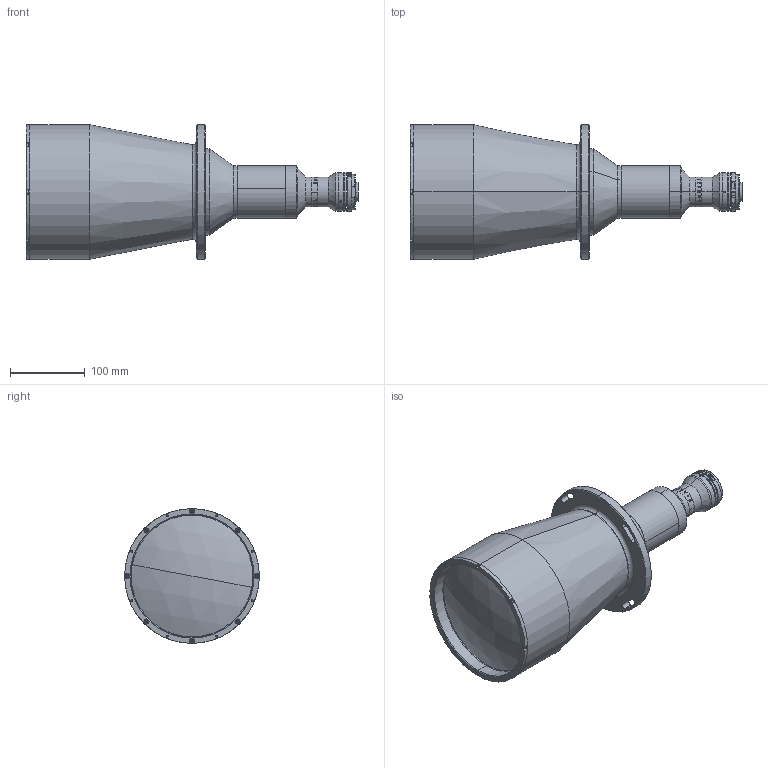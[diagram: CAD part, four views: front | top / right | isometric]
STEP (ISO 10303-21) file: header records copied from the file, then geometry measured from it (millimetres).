
FILE_DESCRIPTION (( 'STEP AP203' ), '1' );
FILE_NAME ('XF-PTL15219-0122-320C-(HD).STEP', '2018-12-24T02:42:21', ( 'lawlynn' ), ( '' ), 'SwSTEP 2.0', 'SolidWorks 2014', '' );
FILE_SCHEMA (( 'CONFIG_CONTROL_DESIGN' ));
Length unit declared in the file: millimetre
Products named in the file (1): XF-PTL15219-0122-320C-(HD)
Bounding box: 443.96 x 180 x 180 mm (x, y, z)
Surface area: 260218.9 mm2 (no closed solid volume)
Topology: 0 solids, 45 shells, 325 faces, 1382 edges, 1091 vertices
Faces by surface type: cylinder 143, plane 112, cone 46, torus 18, sphere 4, bspline 2
Entity records: 19403 total; most frequent: CARTESIAN_POINT 8133, DIRECTION 2344, ORIENTED_EDGE 2010, EDGE_CURVE 1368, VERTEX_POINT 1091, AXIS2_PLACEMENT_3D 900, CIRCLE 576, LINE 544
